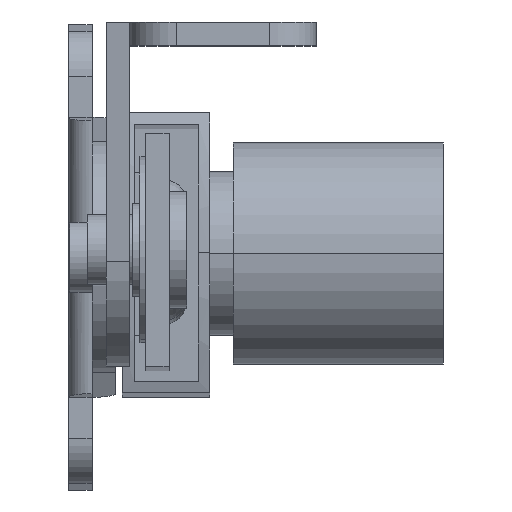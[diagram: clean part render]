
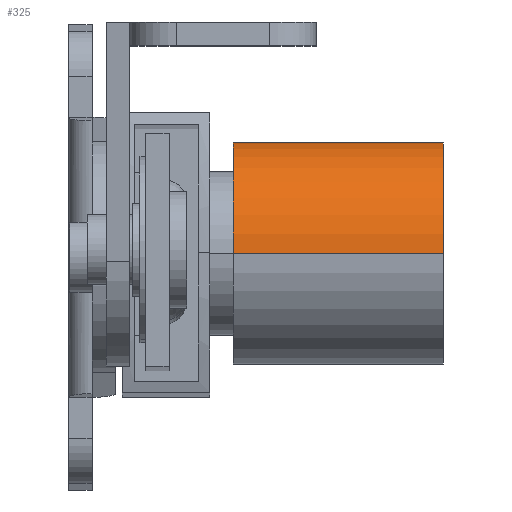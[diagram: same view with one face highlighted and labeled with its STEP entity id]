
A CAD part, top view. The second image highlights one B-rep face of the part: STEP entity #325.
In plain terms, the highlighted cylindrical face has radius 9.5 mm (diameter 19 mm), a partial arc.
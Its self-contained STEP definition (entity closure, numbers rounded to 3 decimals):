
#210 = DIRECTION ( 'NONE',  ( 0., 0., -1. ) ) ;
#211 = CARTESIAN_POINT ( 'NONE',  ( -9.5, 0., 9. ) ) ;
#234 = CARTESIAN_POINT ( 'NONE',  ( 0., 0., -9. ) ) ;
#235 = DIRECTION ( 'NONE',  ( 0., 0., 1. ) ) ;
#236 = DIRECTION ( 'NONE',  ( 1., 0., 0. ) ) ;
#325 = ADVANCED_FACE ( 'NONE', ( #3769 ), #3770, .T. ) ;
#682 = DIRECTION ( 'NONE',  ( -1., 0., 0. ) ) ;
#683 = DIRECTION ( 'NONE',  ( 0., 0., -1. ) ) ;
#686 = CARTESIAN_POINT ( 'NONE',  ( 0., 0., 9. ) ) ;
#931 = CARTESIAN_POINT ( 'NONE',  ( -9.5, 0., 9. ) ) ;
#937 = CARTESIAN_POINT ( 'NONE',  ( 9.5, 0., 9. ) ) ;
#940 = CARTESIAN_POINT ( 'NONE',  ( 9.5, 0., -9. ) ) ;
#954 = CARTESIAN_POINT ( 'NONE',  ( -9.5, 0., -9. ) ) ;
#1300 = AXIS2_PLACEMENT_3D ( 'NONE', #686, #683, #682 ) ;
#1602 = VERTEX_POINT ( 'NONE', #954 ) ;
#1609 = VERTEX_POINT ( 'NONE', #940 ) ;
#1610 = VERTEX_POINT ( 'NONE', #931 ) ;
#1617 = VERTEX_POINT ( 'NONE', #937 ) ;
#1809 = ORIENTED_EDGE ( 'NONE', *, *, #5241, .T. ) ;
#1923 = ORIENTED_EDGE ( 'NONE', *, *, #5253, .F. ) ;
#1974 = ORIENTED_EDGE ( 'NONE', *, *, #5248, .T. ) ;
#2109 = ORIENTED_EDGE ( 'NONE', *, *, #5243, .F. ) ;
#3263 = CARTESIAN_POINT ( 'NONE',  ( 9.5, 0., 9. ) ) ;
#3275 = DIRECTION ( 'NONE',  ( 0., 0., -1. ) ) ;
#3336 = DIRECTION ( 'NONE',  ( 0., 0., 1. ) ) ;
#3390 = CARTESIAN_POINT ( 'NONE',  ( 0., 0., 9. ) ) ;
#3392 = DIRECTION ( 'NONE',  ( 1., 0., 0. ) ) ;
#3460 = VECTOR ( 'NONE', #210, 1000. ) ;
#3492 = CIRCLE ( 'NONE', #3534, 9.5 ) ;
#3496 = VECTOR ( 'NONE', #3275, 1000. ) ;
#3498 = CIRCLE ( 'NONE', #3535, 9.5 ) ;
#3534 = AXIS2_PLACEMENT_3D ( 'NONE', #3390, #3336, #3392 ) ;
#3535 = AXIS2_PLACEMENT_3D ( 'NONE', #234, #235, #236 ) ;
#3708 = EDGE_LOOP ( 'NONE', ( #2109, #1809, #1974, #1923 ) ) ;
#3769 = FACE_OUTER_BOUND ( 'NONE', #3708, .T. ) ;
#3770 = CYLINDRICAL_SURFACE ( 'NONE', #1300, 9.5 ) ;
#4056 = LINE ( 'NONE', #3263, #3496 ) ;
#4061 = LINE ( 'NONE', #211, #3460 ) ;
#5241 = EDGE_CURVE ( 'NONE', #1617, #1609, #4056, .T. ) ;
#5243 = EDGE_CURVE ( 'NONE', #1617, #1610, #3492, .T. ) ;
#5248 = EDGE_CURVE ( 'NONE', #1609, #1602, #3498, .T. ) ;
#5253 = EDGE_CURVE ( 'NONE', #1610, #1602, #4061, .T. ) ;
